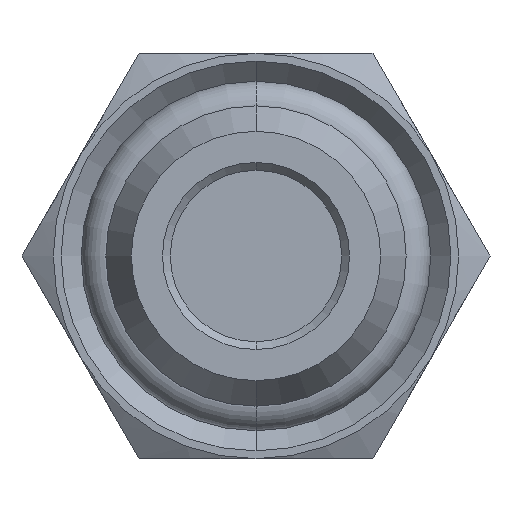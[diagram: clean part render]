
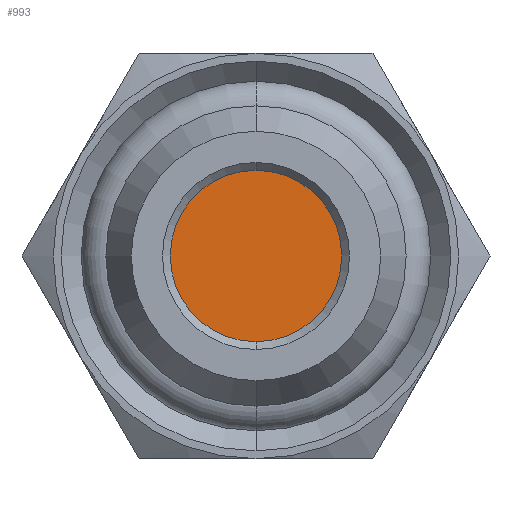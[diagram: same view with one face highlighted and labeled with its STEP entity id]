
A CAD part, front view. The second image highlights one B-rep face of the part: STEP entity #993.
In plain terms, the highlighted planar face has unit normal (0, -1, 0).
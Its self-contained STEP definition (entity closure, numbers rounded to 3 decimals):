
#79=PLANE('',#2164);
#205=FACE_OUTER_BOUND('',#340,.F.);
#340=EDGE_LOOP('',(#745,#746));
#745=ORIENTED_EDGE('',*,*,#1713,.F.);
#746=ORIENTED_EDGE('',*,*,#1714,.F.);
#993=ADVANCED_FACE('',(#205),#79,.T.);
#1286=CIRCLE('',#2071,2.75);
#1287=CIRCLE('',#2072,2.75);
#1713=EDGE_CURVE('',#1822,#1819,#1286,.T.);
#1714=EDGE_CURVE('',#1819,#1822,#1287,.T.);
#1819=VERTEX_POINT('',#2878);
#1822=VERTEX_POINT('',#2881);
#2071=AXIS2_PLACEMENT_3D('',#8766,#2502,#2503);
#2072=AXIS2_PLACEMENT_3D('',#8767,#2504,#2505);
#2164=AXIS2_PLACEMENT_3D('',#8859,#2688,#2689);
#2502=DIRECTION('',(0.,-1.,0.));
#2503=DIRECTION('',(0.,0.,1.));
#2504=DIRECTION('',(0.,-1.,0.));
#2505=DIRECTION('',(0.,0.,-1.));
#2688=DIRECTION('',(0.,-1.,0.));
#2689=DIRECTION('',(0.,0.,-1.));
#2878=CARTESIAN_POINT('',(0.,-13.932,-2.75));
#2881=CARTESIAN_POINT('',(0.,-13.932,2.75));
#8766=CARTESIAN_POINT('',(0.,-13.932,0.));
#8767=CARTESIAN_POINT('',(0.,-13.932,0.));
#8859=CARTESIAN_POINT('',(-2.997,-13.932,3.025));
